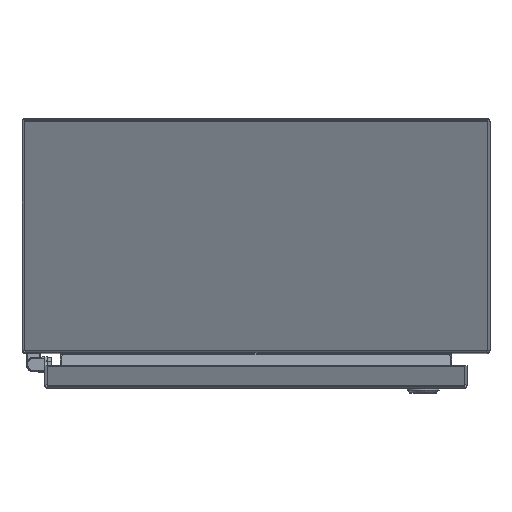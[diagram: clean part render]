
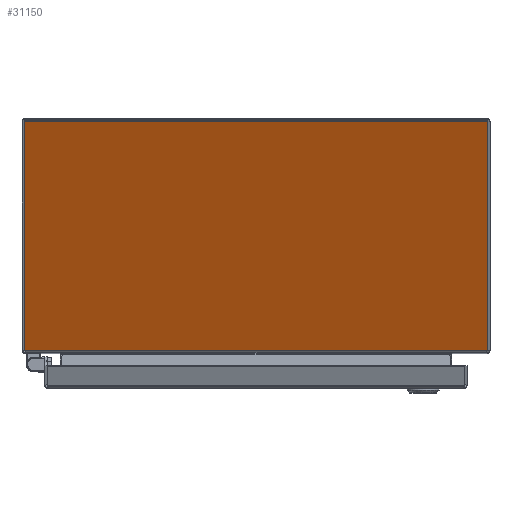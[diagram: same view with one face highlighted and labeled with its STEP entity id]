
A CAD part, top view. The second image highlights one B-rep face of the part: STEP entity #31150.
In plain terms, the highlighted planar face has unit normal (0, -0.423, 0.906).
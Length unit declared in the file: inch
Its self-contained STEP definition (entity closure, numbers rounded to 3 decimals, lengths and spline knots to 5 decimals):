
#394 = DIRECTION ( 'NONE',  ( -1., 0., 0. ) ) ;
#1012 = PLANE ( 'NONE',  #30116 ) ;
#1153 = LINE ( 'NONE', #4303, #19865 ) ;
#1803 = CARTESIAN_POINT ( 'NONE',  ( 7.928, -0.101, 9.862 ) ) ;
#1980 = CARTESIAN_POINT ( 'NONE',  ( -7.928, -7.78568, 6.27858 ) ) ;
#3797 = LINE ( 'NONE', #26706, #24553 ) ;
#3824 = CARTESIAN_POINT ( 'NONE',  ( -7.928, -0.101, 9.862 ) ) ;
#4303 = CARTESIAN_POINT ( 'NONE',  ( 7.89008, -7.93764, 6.20772 ) ) ;
#4607 = CARTESIAN_POINT ( 'NONE',  ( -7.89008, -7.93764, 6.20772 ) ) ;
#5464 = DIRECTION ( 'NONE',  ( 0., 0.906, 0.423 ) ) ;
#6574 = VECTOR ( 'NONE', #394, 39.37008 ) ;
#6954 = FACE_OUTER_BOUND ( 'NONE', #10052, .T. ) ;
#9178 = ORIENTED_EDGE ( 'NONE', *, *, #11194, .T. ) ;
#9797 = CARTESIAN_POINT ( 'NONE',  ( -7.928, -0.101, 9.862 ) ) ;
#9914 = DIRECTION ( 'NONE',  ( 0., -0.906, -0.423 ) ) ;
#10052 = EDGE_LOOP ( 'NONE', ( #25846, #9178, #10551, #12461, #23257, #32559 ) ) ;
#10551 = ORIENTED_EDGE ( 'NONE', *, *, #18264, .T. ) ;
#11194 = EDGE_CURVE ( 'NONE', #27437, #36707, #36095, .T. ) ;
#11197 = VERTEX_POINT ( 'NONE', #1803 ) ;
#12461 = ORIENTED_EDGE ( 'NONE', *, *, #21501, .T. ) ;
#15907 = DIRECTION ( 'NONE',  ( 0.221, -0.884, -0.412 ) ) ;
#16940 = CARTESIAN_POINT ( 'NONE',  ( -7.928, -7.78568, 6.27858 ) ) ;
#18264 = EDGE_CURVE ( 'NONE', #36707, #26852, #3797, .T. ) ;
#18577 = VECTOR ( 'NONE', #5464, 39.37008 ) ;
#19156 = DIRECTION ( 'NONE',  ( 0.221, 0.884, 0.412 ) ) ;
#19689 = CARTESIAN_POINT ( 'NONE',  ( 7.89008, -7.93764, 6.20772 ) ) ;
#19865 = VECTOR ( 'NONE', #19156, 39.37008 ) ;
#21039 = VECTOR ( 'NONE', #30835, 39.37008 ) ;
#21262 = VECTOR ( 'NONE', #15907, 39.37008 ) ;
#21501 = EDGE_CURVE ( 'NONE', #26852, #32167, #1153, .T. ) ;
#22588 = LINE ( 'NONE', #25784, #18577 ) ;
#23257 = ORIENTED_EDGE ( 'NONE', *, *, #28671, .T. ) ;
#24086 = DIRECTION ( 'NONE',  ( 1., 0., 0. ) ) ;
#24553 = VECTOR ( 'NONE', #24086, 39.37008 ) ;
#25582 = EDGE_CURVE ( 'NONE', #11197, #25919, #35372, .T. ) ;
#25784 = CARTESIAN_POINT ( 'NONE',  ( 7.928, -0.101, 9.862 ) ) ;
#25792 = LINE ( 'NONE', #34184, #21039 ) ;
#25846 = ORIENTED_EDGE ( 'NONE', *, *, #29521, .T. ) ;
#25919 = VERTEX_POINT ( 'NONE', #3824 ) ;
#26706 = CARTESIAN_POINT ( 'NONE',  ( -7.928, -7.93764, 6.20772 ) ) ;
#26852 = VERTEX_POINT ( 'NONE', #19689 ) ;
#27437 = VERTEX_POINT ( 'NONE', #16940 ) ;
#27672 = CARTESIAN_POINT ( 'NONE',  ( 7.928, -7.78568, 6.27858 ) ) ;
#28671 = EDGE_CURVE ( 'NONE', #32167, #11197, #22588, .T. ) ;
#29521 = EDGE_CURVE ( 'NONE', #25919, #27437, #25792, .T. ) ;
#30116 = AXIS2_PLACEMENT_3D ( 'NONE', #35483, #32870, #9914 ) ;
#30835 = DIRECTION ( 'NONE',  ( 0., -0.906, -0.423 ) ) ;
#31150 = ADVANCED_FACE ( 'NONE', ( #6954 ), #1012, .T. ) ;
#32167 = VERTEX_POINT ( 'NONE', #27672 ) ;
#32559 = ORIENTED_EDGE ( 'NONE', *, *, #25582, .T. ) ;
#32870 = DIRECTION ( 'NONE',  ( 0., -0.423, 0.906 ) ) ;
#34184 = CARTESIAN_POINT ( 'NONE',  ( -7.928, -0.101, 9.862 ) ) ;
#35372 = LINE ( 'NONE', #9797, #6574 ) ;
#35483 = CARTESIAN_POINT ( 'NONE',  ( -7.928, -0.101, 9.862 ) ) ;
#36095 = LINE ( 'NONE', #1980, #21262 ) ;
#36707 = VERTEX_POINT ( 'NONE', #4607 ) ;
